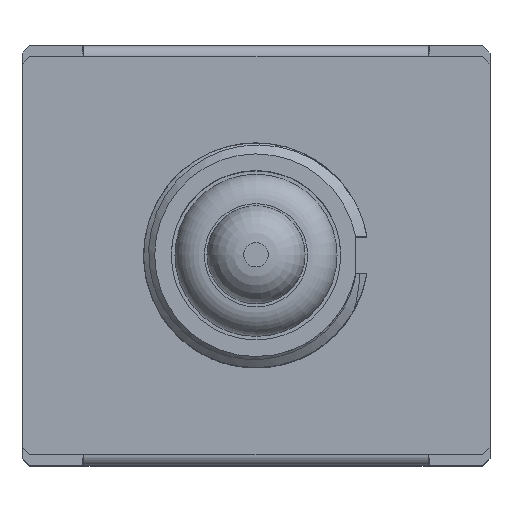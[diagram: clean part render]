
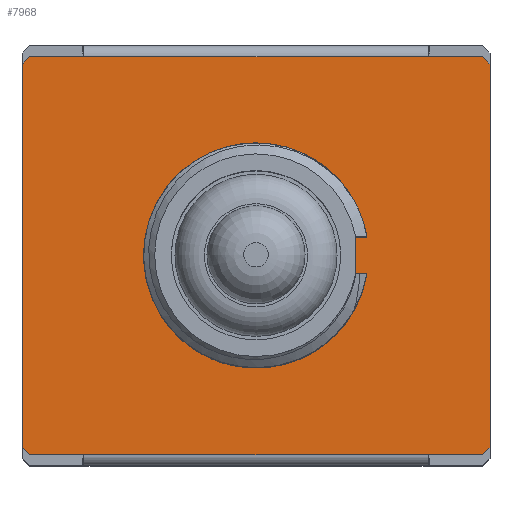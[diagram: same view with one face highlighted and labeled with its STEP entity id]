
A CAD part, top view. The second image highlights one B-rep face of the part: STEP entity #7968.
In plain terms, the highlighted planar face has unit normal (0, 0, 1).
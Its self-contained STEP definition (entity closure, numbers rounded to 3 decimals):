
#528=LINE('',#13955,#1201);
#540=LINE('',#14090,#1213);
#545=LINE('',#14129,#1218);
#557=LINE('',#14258,#1230);
#561=LINE('',#14267,#1234);
#565=LINE('',#14276,#1238);
#569=LINE('',#14285,#1242);
#750=LINE('',#16836,#1423);
#763=LINE('',#16860,#1436);
#764=LINE('',#16862,#1437);
#766=LINE('',#16865,#1439);
#767=LINE('',#16866,#1440);
#768=LINE('',#16867,#1441);
#769=LINE('',#16868,#1442);
#770=LINE('',#16869,#1443);
#1201=VECTOR('',#12142,1000.);
#1213=VECTOR('',#12156,1000.);
#1218=VECTOR('',#12163,1000.);
#1230=VECTOR('',#12177,1000.);
#1234=VECTOR('',#12183,1000.);
#1238=VECTOR('',#12189,1000.);
#1242=VECTOR('',#12195,1000.);
#1423=VECTOR('',#12754,1000.);
#1436=VECTOR('',#12777,1000.);
#1437=VECTOR('',#12780,1000.);
#1439=VECTOR('',#12784,1000.);
#1440=VECTOR('',#12785,1000.);
#1441=VECTOR('',#12786,1000.);
#1442=VECTOR('',#12787,1000.);
#1443=VECTOR('',#12788,1000.);
#2101=PLANE('',#11729);
#3193=ORIENTED_EDGE('',*,*,#5263,.F.);
#3194=ORIENTED_EDGE('',*,*,#4749,.F.);
#3195=ORIENTED_EDGE('',*,*,#5261,.F.);
#3196=ORIENTED_EDGE('',*,*,#5246,.F.);
#3197=ORIENTED_EDGE('',*,*,#5260,.F.);
#3198=ORIENTED_EDGE('',*,*,#4741,.F.);
#3199=ORIENTED_EDGE('',*,*,#5264,.F.);
#3200=ORIENTED_EDGE('',*,*,#4737,.F.);
#3201=ORIENTED_EDGE('',*,*,#5265,.F.);
#3202=ORIENTED_EDGE('',*,*,#5266,.T.);
#3203=ORIENTED_EDGE('',*,*,#5267,.F.);
#3204=ORIENTED_EDGE('',*,*,#4745,.F.);
#3205=ORIENTED_EDGE('',*,*,#5268,.T.);
#3206=ORIENTED_EDGE('',*,*,#4704,.F.);
#3207=ORIENTED_EDGE('',*,*,#4659,.T.);
#3208=ORIENTED_EDGE('',*,*,#4693,.T.);
#3209=ORIENTED_EDGE('',*,*,#5243,.T.);
#4659=EDGE_CURVE('',#5844,#5846,#528,.T.);
#4693=EDGE_CURVE('',#5846,#5880,#540,.T.);
#4704=EDGE_CURVE('',#5844,#5890,#545,.T.);
#4737=EDGE_CURVE('',#5922,#5923,#557,.T.);
#4741=EDGE_CURVE('',#5926,#5927,#561,.T.);
#4745=EDGE_CURVE('',#5930,#5931,#565,.T.);
#4749=EDGE_CURVE('',#5934,#5935,#569,.T.);
#5243=EDGE_CURVE('',#5880,#6283,#6612,.T.);
#5246=EDGE_CURVE('',#6289,#6290,#750,.T.);
#5260=EDGE_CURVE('',#5927,#6289,#763,.T.);
#5261=EDGE_CURVE('',#6290,#5934,#764,.T.);
#5263=EDGE_CURVE('',#5935,#5930,#766,.T.);
#5264=EDGE_CURVE('',#5923,#5926,#767,.T.);
#5265=EDGE_CURVE('',#5838,#5922,#768,.T.);
#5266=EDGE_CURVE('',#5838,#5834,#769,.T.);
#5267=EDGE_CURVE('',#5931,#5834,#770,.T.);
#5268=EDGE_CURVE('',#6283,#5890,#6616,.T.);
#5834=VERTEX_POINT('',#13928);
#5838=VERTEX_POINT('',#13937);
#5844=VERTEX_POINT('',#13950);
#5846=VERTEX_POINT('',#13954);
#5880=VERTEX_POINT('',#14089);
#5890=VERTEX_POINT('',#14130);
#5922=VERTEX_POINT('',#14259);
#5923=VERTEX_POINT('',#14260);
#5926=VERTEX_POINT('',#14268);
#5927=VERTEX_POINT('',#14269);
#5930=VERTEX_POINT('',#14277);
#5931=VERTEX_POINT('',#14278);
#5934=VERTEX_POINT('',#14286);
#5935=VERTEX_POINT('',#14287);
#6283=VERTEX_POINT('',#16620);
#6289=VERTEX_POINT('',#16835);
#6290=VERTEX_POINT('',#16837);
#6612=CIRCLE('',#11718,3.05);
#6616=CIRCLE('',#11730,3.05);
#6928=EDGE_LOOP('',(#3193,#3194,#3195,#3196,#3197,#3198,#3199,#3200,#3201,
#3202,#3203,#3204));
#6929=EDGE_LOOP('',(#3205,#3206,#3207,#3208,#3209));
#7459=FACE_BOUND('',#6928,.T.);
#7460=FACE_BOUND('',#6929,.T.);
#7968=ADVANCED_FACE('',(#7459,#7460),#2101,.F.);
#11718=AXIS2_PLACEMENT_3D('',#16828,#12744,#12745);
#11729=AXIS2_PLACEMENT_3D('',#16864,#12782,#12783);
#11730=AXIS2_PLACEMENT_3D('',#16870,#12789,#12790);
#12142=DIRECTION('',(0.,-1.,0.));
#12156=DIRECTION('',(1.,0.,0.));
#12163=DIRECTION('',(1.,0.,0.));
#12177=DIRECTION('',(-0.707,0.707,0.));
#12183=DIRECTION('',(0.707,0.707,0.));
#12189=DIRECTION('',(-0.707,-0.707,0.));
#12195=DIRECTION('',(0.707,-0.707,0.));
#12744=DIRECTION('',(0.,0.,-1.));
#12745=DIRECTION('',(1.,0.,0.));
#12754=DIRECTION('',(1.,0.,0.));
#12777=DIRECTION('',(1.,0.,0.));
#12780=DIRECTION('',(1.,0.,0.));
#12782=DIRECTION('',(0.,0.,-1.));
#12783=DIRECTION('',(-1.,0.,0.));
#12784=DIRECTION('',(0.,-1.,0.));
#12785=DIRECTION('',(0.,1.,0.));
#12786=DIRECTION('',(-1.,0.,0.));
#12787=DIRECTION('',(1.,0.,0.));
#12788=DIRECTION('',(-1.,0.,0.));
#12789=DIRECTION('',(0.,0.,-1.));
#12790=DIRECTION('',(1.,0.,0.));
#13928=CARTESIAN_POINT('',(4.675,-5.4,4.7));
#13937=CARTESIAN_POINT('',(-4.675,-5.4,4.7));
#13950=CARTESIAN_POINT('',(2.7,0.5,4.7));
#13954=CARTESIAN_POINT('',(2.7,-0.5,4.7));
#13955=CARTESIAN_POINT('',(2.7,0.5,4.7));
#14089=CARTESIAN_POINT('',(3.009,-0.5,4.7));
#14090=CARTESIAN_POINT('',(2.7,-0.5,4.7));
#14129=CARTESIAN_POINT('',(2.7,0.5,4.7));
#14130=CARTESIAN_POINT('',(3.009,0.5,4.7));
#14258=CARTESIAN_POINT('',(-6.15,-5.4,4.7));
#14259=CARTESIAN_POINT('',(-6.15,-5.4,4.7));
#14260=CARTESIAN_POINT('',(-6.35,-5.2,4.7));
#14267=CARTESIAN_POINT('',(-6.35,5.2,4.7));
#14268=CARTESIAN_POINT('',(-6.35,5.2,4.7));
#14269=CARTESIAN_POINT('',(-6.15,5.4,4.7));
#14276=CARTESIAN_POINT('',(6.35,-5.2,4.7));
#14277=CARTESIAN_POINT('',(6.35,-5.2,4.7));
#14278=CARTESIAN_POINT('',(6.15,-5.4,4.7));
#14285=CARTESIAN_POINT('',(6.15,5.4,4.7));
#14286=CARTESIAN_POINT('',(6.15,5.4,4.7));
#14287=CARTESIAN_POINT('',(6.35,5.2,4.7));
#16620=CARTESIAN_POINT('',(-2.641,-1.525,4.7));
#16828=CARTESIAN_POINT('',(0.,0.,4.7));
#16835=CARTESIAN_POINT('',(-4.675,5.4,4.7));
#16836=CARTESIAN_POINT('',(-6.35,5.4,4.7));
#16837=CARTESIAN_POINT('',(4.675,5.4,4.7));
#16860=CARTESIAN_POINT('',(-6.35,5.4,4.7));
#16862=CARTESIAN_POINT('',(-6.35,5.4,4.7));
#16864=CARTESIAN_POINT('',(0.,0.,4.7));
#16865=CARTESIAN_POINT('',(6.35,5.4,4.7));
#16866=CARTESIAN_POINT('',(-6.35,-5.4,4.7));
#16867=CARTESIAN_POINT('',(6.35,-5.4,4.7));
#16868=CARTESIAN_POINT('',(-4.675,-5.4,4.7));
#16869=CARTESIAN_POINT('',(6.35,-5.4,4.7));
#16870=CARTESIAN_POINT('',(0.,0.,4.7));
